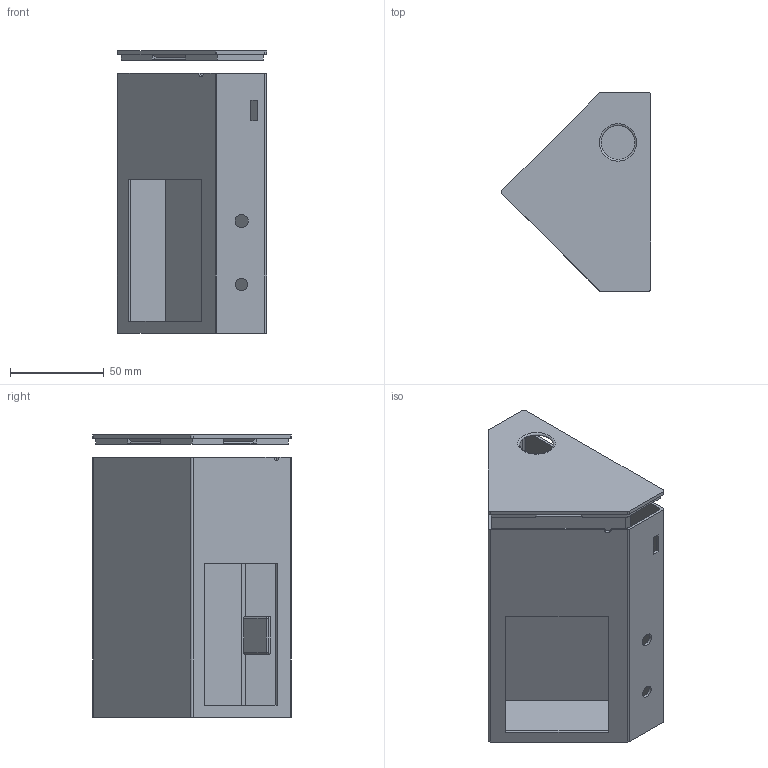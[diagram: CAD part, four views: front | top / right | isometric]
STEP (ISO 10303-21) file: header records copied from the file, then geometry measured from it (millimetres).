
FILE_DESCRIPTION(/* description */ (''),/* implementation_level */ '2;1');
FILE_NAME(/* name */ 'campanion enclosure.step',/* time_stamp */ '2021-01-31T09:58:05+00:00',/* author */ (''),/* organization */ (''),/* preprocessor_version */ 'ST-DEVELOPER v18.1',/* originating_system */ 'Autodesk Translation Framework v9.7.1.1290',/* authorisation */ '');
FILE_SCHEMA (('AUTOMOTIVE_DESIGN { 1 0 10303 214 3 1 1 }'));
Length unit declared in the file: millimetre
Products named in the file (2): campanionv3; Top
Assembly tree (1 placements, depth 2):
  campanionv3
    Top
Bounding box: 79.82 x 106.24 x 151 mm (x, y, z)
Volume: 94519.8 mm3; surface area: 121336.2 mm2
Topology: 2 solids, 2 shells, 150 faces, 396 edges, 252 vertices
Faces by surface type: plane 104, cylinder 36, sphere 8, torus 2
Full cylindrical faces by diameter (mm): 6.5 x1, 7 x1
Entity records: 4644 total; most frequent: CARTESIAN_POINT 801, ORIENTED_EDGE 792, DIRECTION 780, EDGE_CURVE 396, LINE 318, VECTOR 318, VERTEX_POINT 252, AXIS2_PLACEMENT_3D 231
